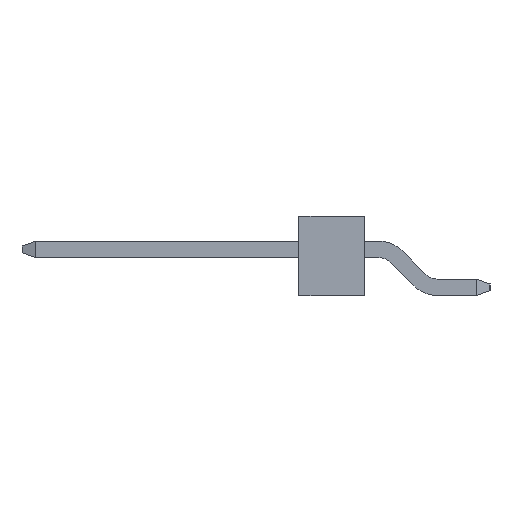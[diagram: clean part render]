
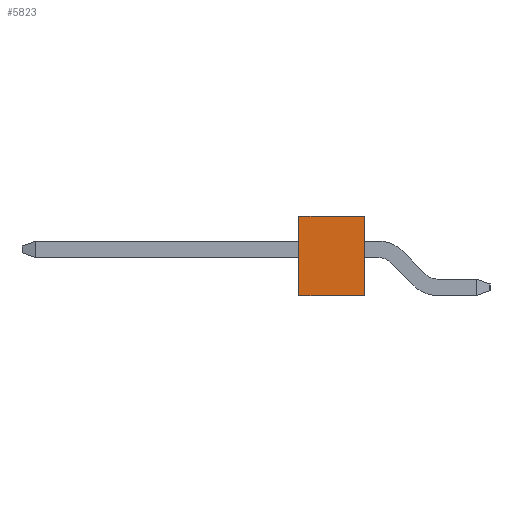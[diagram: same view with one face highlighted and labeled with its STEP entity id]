
A CAD part, left-side view. The second image highlights one B-rep face of the part: STEP entity #5823.
In plain terms, the highlighted face is planar.
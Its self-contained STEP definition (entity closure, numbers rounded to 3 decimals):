
#1146 = VERTEX_POINT('',#1147);
#1147 = CARTESIAN_POINT('',(22.86,-1.524,-1.27));
#1153 = EDGE_CURVE('',#1154,#1146,#1156,.T.);
#1154 = VERTEX_POINT('',#1155);
#1155 = CARTESIAN_POINT('',(22.86,-1.524,1.27));
#1156 = LINE('',#1157,#1158);
#1157 = CARTESIAN_POINT('',(22.86,-1.524,1.27));
#1158 = VECTOR('',#1159,1.);
#1159 = DIRECTION('',(0.,0.,-1.));
#1963 = EDGE_CURVE('',#1154,#1964,#1966,.T.);
#1964 = VERTEX_POINT('',#1965);
#1965 = CARTESIAN_POINT('',(22.86,1.524,1.27));
#1966 = LINE('',#1967,#1968);
#1967 = CARTESIAN_POINT('',(22.86,-1.524,1.27));
#1968 = VECTOR('',#1969,1.);
#1969 = DIRECTION('',(0.,1.,0.));
#4174 = VERTEX_POINT('',#4175);
#4175 = CARTESIAN_POINT('',(22.86,1.524,-1.27));
#4181 = EDGE_CURVE('',#1146,#4174,#4182,.T.);
#4182 = LINE('',#4183,#4184);
#4183 = CARTESIAN_POINT('',(22.86,-1.524,-1.27));
#4184 = VECTOR('',#4185,1.);
#4185 = DIRECTION('',(0.,1.,0.));
#4576 = EDGE_CURVE('',#1964,#4174,#4577,.T.);
#4577 = LINE('',#4578,#4579);
#4578 = CARTESIAN_POINT('',(22.86,1.524,1.27));
#4579 = VECTOR('',#4580,1.);
#4580 = DIRECTION('',(0.,0.,-1.));
#5823 = ADVANCED_FACE('',(#5824),#5830,.F.);
#5824 = FACE_BOUND('',#5825,.T.);
#5825 = EDGE_LOOP('',(#5826,#5827,#5828,#5829));
#5826 = ORIENTED_EDGE('',*,*,#4181,.T.);
#5827 = ORIENTED_EDGE('',*,*,#4576,.F.);
#5828 = ORIENTED_EDGE('',*,*,#1963,.F.);
#5829 = ORIENTED_EDGE('',*,*,#1153,.T.);
#5830 = PLANE('',#5831);
#5831 = AXIS2_PLACEMENT_3D('',#5832,#5833,#5834);
#5832 = CARTESIAN_POINT('',(22.86,-1.524,1.27));
#5833 = DIRECTION('',(-1.,0.,0.));
#5834 = DIRECTION('',(0.,0.,1.));
